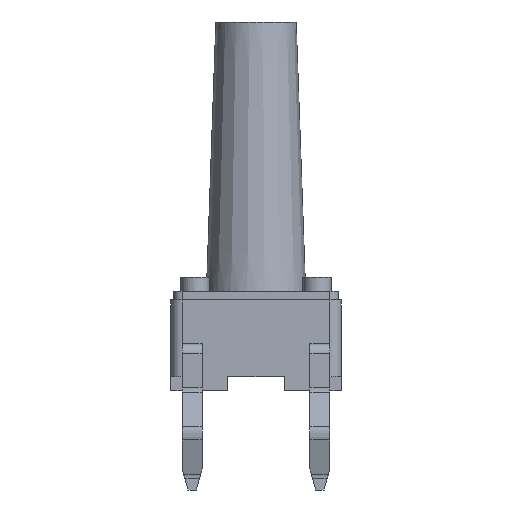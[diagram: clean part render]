
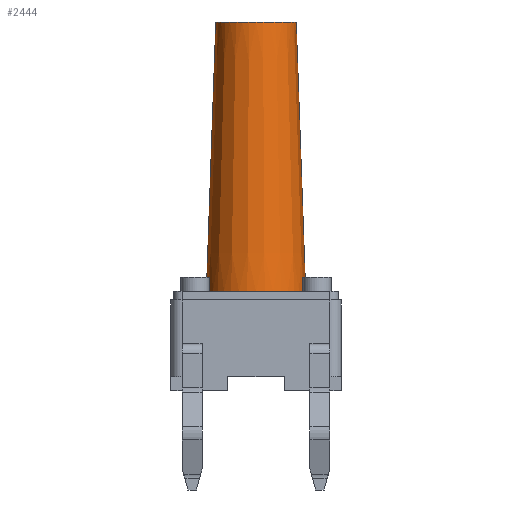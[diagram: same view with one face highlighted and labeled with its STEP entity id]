
A CAD part, front view. The second image highlights one B-rep face of the part: STEP entity #2444.
In plain terms, the highlighted conical face has half-angle 2 degrees and reference radius 1.584 mm.
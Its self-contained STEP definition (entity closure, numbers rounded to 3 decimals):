
#130 = AXIS2_PLACEMENT_3D ( 'NONE', #3144, #1552, #1171 ) ;
#272 = DIRECTION ( 'NONE',  ( 0., 0., 1. ) ) ;
#377 = VECTOR ( 'NONE', #3940, 1000. ) ;
#488 = DIRECTION ( 'NONE',  ( 0., 0., 1. ) ) ;
#502 = DIRECTION ( 'NONE',  ( 1., 0., 0. ) ) ;
#516 = EDGE_CURVE ( 'NONE', #4866, #2253, #3183, .T. ) ;
#1000 = DIRECTION ( 'NONE',  ( -0.035, 0., -0.999 ) ) ;
#1009 = ORIENTED_EDGE ( 'NONE', *, *, #1662, .T. ) ;
#1026 = DIRECTION ( 'NONE',  ( 1., 0., 0. ) ) ;
#1171 = DIRECTION ( 'NONE',  ( -1., 0., 0. ) ) ;
#1217 = CARTESIAN_POINT ( 'NONE',  ( -1.418, 0., 13. ) ) ;
#1552 = DIRECTION ( 'NONE',  ( 0., 0., -1. ) ) ;
#1588 = CARTESIAN_POINT ( 'NONE',  ( 1.75, 0., 3.5 ) ) ;
#1631 = AXIS2_PLACEMENT_3D ( 'NONE', #2684, #272, #1026 ) ;
#1662 = EDGE_CURVE ( 'NONE', #4866, #2343, #3007, .T. ) ;
#1688 = CARTESIAN_POINT ( 'NONE',  ( 1.418, 0., 13. ) ) ;
#1782 = CARTESIAN_POINT ( 'NONE',  ( -1.584, 0., 8.25 ) ) ;
#1919 = CARTESIAN_POINT ( 'NONE',  ( 1.584, 0., 8.25 ) ) ;
#1951 = EDGE_LOOP ( 'NONE', ( #5095, #4594, #1009, #2072 ) ) ;
#2072 = ORIENTED_EDGE ( 'NONE', *, *, #2891, .T. ) ;
#2253 = VERTEX_POINT ( 'NONE', #1688 ) ;
#2343 = VERTEX_POINT ( 'NONE', #4210 ) ;
#2382 = VECTOR ( 'NONE', #1000, 1000. ) ;
#2393 = LINE ( 'NONE', #1919, #377 ) ;
#2444 = ADVANCED_FACE ( 'NONE', ( #4263 ), #2788, .T. ) ;
#2684 = CARTESIAN_POINT ( 'NONE',  ( 0., 0., 3.5 ) ) ;
#2788 = CONICAL_SURFACE ( 'NONE', #130, 1.584, 0.035 ) ;
#2875 = AXIS2_PLACEMENT_3D ( 'NONE', #4505, #488, #502 ) ;
#2891 = EDGE_CURVE ( 'NONE', #2343, #3040, #4057, .T. ) ;
#3007 = LINE ( 'NONE', #1782, #2382 ) ;
#3040 = VERTEX_POINT ( 'NONE', #1588 ) ;
#3144 = CARTESIAN_POINT ( 'NONE',  ( 0., 0., 8.25 ) ) ;
#3183 = CIRCLE ( 'NONE', #2875, 1.418 ) ;
#3643 = EDGE_CURVE ( 'NONE', #2253, #3040, #2393, .T. ) ;
#3940 = DIRECTION ( 'NONE',  ( 0.035, 0., -0.999 ) ) ;
#4057 = CIRCLE ( 'NONE', #1631, 1.75 ) ;
#4210 = CARTESIAN_POINT ( 'NONE',  ( -1.75, 0., 3.5 ) ) ;
#4263 = FACE_OUTER_BOUND ( 'NONE', #1951, .T. ) ;
#4505 = CARTESIAN_POINT ( 'NONE',  ( 0., 0., 13. ) ) ;
#4594 = ORIENTED_EDGE ( 'NONE', *, *, #516, .F. ) ;
#4866 = VERTEX_POINT ( 'NONE', #1217 ) ;
#5095 = ORIENTED_EDGE ( 'NONE', *, *, #3643, .F. ) ;
